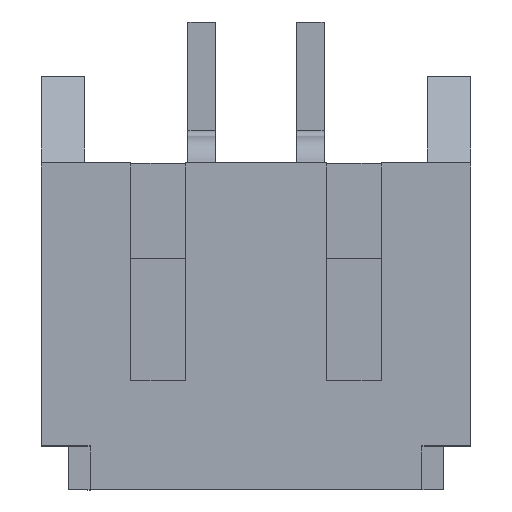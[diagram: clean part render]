
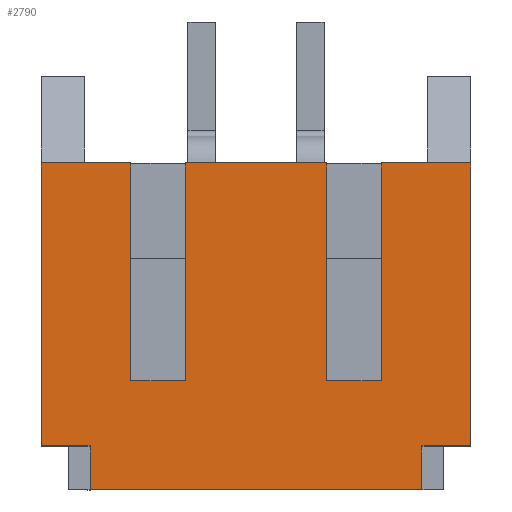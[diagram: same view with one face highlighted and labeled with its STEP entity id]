
A CAD part, top view. The second image highlights one B-rep face of the part: STEP entity #2790.
In plain terms, the highlighted planar face has unit normal (0, 0, 1).
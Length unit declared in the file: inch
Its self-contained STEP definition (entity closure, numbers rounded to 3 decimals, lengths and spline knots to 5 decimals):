
#7 = AXIS2_PLACEMENT_3D ( 'NONE', #552, #66, #666 ) ;
#11 = VERTEX_POINT ( 'NONE', #819 ) ;
#33 = CARTESIAN_POINT ( 'NONE',  ( 0.05118, 0.07874, 0.21654 ) ) ;
#58 = EDGE_CURVE ( 'NONE', #11, #966, #432, .T. ) ;
#66 = DIRECTION ( 'NONE',  ( 0., 0., -1. ) ) ;
#95 = FACE_OUTER_BOUND ( 'NONE', #1987, .T. ) ;
#100 = DIRECTION ( 'NONE',  ( 0., -1., 0. ) ) ;
#147 = CARTESIAN_POINT ( 'NONE',  ( -0.12008, 0.0315, 0.21654 ) ) ;
#148 = ORIENTED_EDGE ( 'NONE', *, *, #1304, .F. ) ;
#162 = VERTEX_POINT ( 'NONE', #477 ) ;
#184 = ORIENTED_EDGE ( 'NONE', *, *, #1386, .F. ) ;
#251 = ORIENTED_EDGE ( 'NONE', *, *, #1029, .T. ) ;
#303 = LINE ( 'NONE', #2457, #722 ) ;
#344 = CARTESIAN_POINT ( 'NONE',  ( 0.09055, 0.16732, 0.21654 ) ) ;
#352 = VERTEX_POINT ( 'NONE', #356 ) ;
#356 = CARTESIAN_POINT ( 'NONE',  ( 0.12008, 0.0315, 0.21654 ) ) ;
#397 = EDGE_CURVE ( 'NONE', #2135, #2764, #568, .T. ) ;
#432 = LINE ( 'NONE', #1167, #2883 ) ;
#472 = EDGE_CURVE ( 'NONE', #162, #992, #2968, .T. ) ;
#477 = CARTESIAN_POINT ( 'NONE',  ( 0.15551, 0.0315, 0.21654 ) ) ;
#479 = VECTOR ( 'NONE', #1191, 39.37008 ) ;
#552 = CARTESIAN_POINT ( 'NONE',  ( 0., 0., 0.21654 ) ) ;
#563 = CARTESIAN_POINT ( 'NONE',  ( -0.15551, 0.23622, 0.21654 ) ) ;
#568 = LINE ( 'NONE', #1069, #1483 ) ;
#655 = LINE ( 'NONE', #848, #1697 ) ;
#666 = DIRECTION ( 'NONE',  ( -1., 0., 0. ) ) ;
#721 = CARTESIAN_POINT ( 'NONE',  ( -0.15551, 0.07874, 0.21654 ) ) ;
#722 = VECTOR ( 'NONE', #1732, 39.37008 ) ;
#796 = EDGE_CURVE ( 'NONE', #2359, #352, #937, .T. ) ;
#819 = CARTESIAN_POINT ( 'NONE',  ( 0.05118, 0.23622, 0.21654 ) ) ;
#848 = CARTESIAN_POINT ( 'NONE',  ( 0.09055, 0.23622, 0.21654 ) ) ;
#852 = VERTEX_POINT ( 'NONE', #1147 ) ;
#857 = VECTOR ( 'NONE', #100, 39.37008 ) ;
#859 = EDGE_CURVE ( 'NONE', #11, #2595, #2123, .T. ) ;
#868 = CARTESIAN_POINT ( 'NONE',  ( -0.12008, 0.0315, 0.21654 ) ) ;
#915 = ORIENTED_EDGE ( 'NONE', *, *, #1507, .T. ) ;
#937 = LINE ( 'NONE', #2518, #1821 ) ;
#942 = DIRECTION ( 'NONE',  ( 0., 1., 0. ) ) ;
#961 = DIRECTION ( 'NONE',  ( -1., 0., 0. ) ) ;
#966 = VERTEX_POINT ( 'NONE', #3007 ) ;
#967 = CARTESIAN_POINT ( 'NONE',  ( -0.12008, 0., 0.21654 ) ) ;
#992 = VERTEX_POINT ( 'NONE', #2528 ) ;
#1011 = VERTEX_POINT ( 'NONE', #967 ) ;
#1016 = CARTESIAN_POINT ( 'NONE',  ( -0.15551, 0.07874, 0.21654 ) ) ;
#1029 = EDGE_CURVE ( 'NONE', #1345, #2595, #1434, .T. ) ;
#1069 = CARTESIAN_POINT ( 'NONE',  ( -0.09055, 0.23622, 0.21654 ) ) ;
#1102 = LINE ( 'NONE', #2062, #1922 ) ;
#1106 = DIRECTION ( 'NONE',  ( -1., 0., 0. ) ) ;
#1120 = PLANE ( 'NONE',  #7 ) ;
#1147 = CARTESIAN_POINT ( 'NONE',  ( -0.15551, 0.23622, 0.21654 ) ) ;
#1167 = CARTESIAN_POINT ( 'NONE',  ( -0.15551, 0.23622, 0.21654 ) ) ;
#1186 = CARTESIAN_POINT ( 'NONE',  ( -0.15551, 0.16732, 0.21654 ) ) ;
#1191 = DIRECTION ( 'NONE',  ( 0., 1., 0. ) ) ;
#1192 = CARTESIAN_POINT ( 'NONE',  ( 0.15551, 0.23622, 0.21654 ) ) ;
#1281 = VECTOR ( 'NONE', #961, 39.37008 ) ;
#1304 = EDGE_CURVE ( 'NONE', #2189, #966, #2040, .T. ) ;
#1305 = EDGE_CURVE ( 'NONE', #2189, #2764, #1892, .T. ) ;
#1328 = ORIENTED_EDGE ( 'NONE', *, *, #859, .F. ) ;
#1345 = VERTEX_POINT ( 'NONE', #2824 ) ;
#1379 = CARTESIAN_POINT ( 'NONE',  ( -0.05118, 0.16732, 0.21654 ) ) ;
#1386 = EDGE_CURVE ( 'NONE', #1011, #2841, #1102, .T. ) ;
#1412 = VECTOR ( 'NONE', #1721, 39.37008 ) ;
#1417 = CARTESIAN_POINT ( 'NONE',  ( 0.12008, 0., 0.21654 ) ) ;
#1434 = LINE ( 'NONE', #721, #2540 ) ;
#1441 = EDGE_CURVE ( 'NONE', #2366, #1345, #2171, .T. ) ;
#1482 = ORIENTED_EDGE ( 'NONE', *, *, #1963, .F. ) ;
#1483 = VECTOR ( 'NONE', #2286, 39.37008 ) ;
#1507 = EDGE_CURVE ( 'NONE', #352, #162, #1830, .T. ) ;
#1526 = VERTEX_POINT ( 'NONE', #2033 ) ;
#1684 = DIRECTION ( 'NONE',  ( 1., 0., 0. ) ) ;
#1689 = EDGE_CURVE ( 'NONE', #2135, #852, #2811, .T. ) ;
#1697 = VECTOR ( 'NONE', #2647, 39.37008 ) ;
#1712 = LINE ( 'NONE', #868, #1281 ) ;
#1721 = DIRECTION ( 'NONE',  ( 0., -1., 0. ) ) ;
#1725 = VECTOR ( 'NONE', #2476, 39.37008 ) ;
#1732 = DIRECTION ( 'NONE',  ( -1., 0., 0. ) ) ;
#1745 = CARTESIAN_POINT ( 'NONE',  ( 0.09055, 0.23622, 0.21654 ) ) ;
#1781 = ORIENTED_EDGE ( 'NONE', *, *, #397, .F. ) ;
#1795 = DIRECTION ( 'NONE',  ( -1., 0., 0. ) ) ;
#1802 = CARTESIAN_POINT ( 'NONE',  ( -0.09055, 0.23622, 0.21654 ) ) ;
#1805 = ORIENTED_EDGE ( 'NONE', *, *, #2045, .T. ) ;
#1821 = VECTOR ( 'NONE', #942, 39.37008 ) ;
#1830 = LINE ( 'NONE', #2550, #1939 ) ;
#1883 = ORIENTED_EDGE ( 'NONE', *, *, #1441, .T. ) ;
#1892 = LINE ( 'NONE', #1016, #2565 ) ;
#1922 = VECTOR ( 'NONE', #2939, 39.37008 ) ;
#1934 = ORIENTED_EDGE ( 'NONE', *, *, #796, .T. ) ;
#1935 = DIRECTION ( 'NONE',  ( -1., 0., 0. ) ) ;
#1939 = VECTOR ( 'NONE', #1684, 39.37008 ) ;
#1963 = EDGE_CURVE ( 'NONE', #2359, #1011, #303, .T. ) ;
#1987 = EDGE_LOOP ( 'NONE', ( #2857, #2392, #184, #1482, #1934, #915, #2560, #1805, #1883, #251, #1328, #2199, #148, #1995, #1781, #2260 ) ) ;
#1995 = ORIENTED_EDGE ( 'NONE', *, *, #1305, .T. ) ;
#2033 = CARTESIAN_POINT ( 'NONE',  ( -0.15551, 0.0315, 0.21654 ) ) ;
#2040 = LINE ( 'NONE', #1379, #1725 ) ;
#2045 = EDGE_CURVE ( 'NONE', #992, #2366, #655, .T. ) ;
#2062 = CARTESIAN_POINT ( 'NONE',  ( -0.12008, 0., 0.21654 ) ) ;
#2119 = CARTESIAN_POINT ( 'NONE',  ( 0.05118, 0.23622, 0.21654 ) ) ;
#2123 = LINE ( 'NONE', #2119, #2494 ) ;
#2132 = CARTESIAN_POINT ( 'NONE',  ( -0.05118, 0.07874, 0.21654 ) ) ;
#2135 = VERTEX_POINT ( 'NONE', #1802 ) ;
#2137 = DIRECTION ( 'NONE',  ( -1., 0., 0. ) ) ;
#2171 = LINE ( 'NONE', #344, #857 ) ;
#2183 = CARTESIAN_POINT ( 'NONE',  ( -0.09055, 0.07874, 0.21654 ) ) ;
#2189 = VERTEX_POINT ( 'NONE', #2132 ) ;
#2199 = ORIENTED_EDGE ( 'NONE', *, *, #58, .T. ) ;
#2244 = LINE ( 'NONE', #1186, #1412 ) ;
#2259 = DIRECTION ( 'NONE',  ( 0., -1., 0. ) ) ;
#2260 = ORIENTED_EDGE ( 'NONE', *, *, #1689, .T. ) ;
#2286 = DIRECTION ( 'NONE',  ( 0., -1., 0. ) ) ;
#2359 = VERTEX_POINT ( 'NONE', #1417 ) ;
#2366 = VERTEX_POINT ( 'NONE', #1745 ) ;
#2379 = EDGE_CURVE ( 'NONE', #2841, #1526, #1712, .T. ) ;
#2392 = ORIENTED_EDGE ( 'NONE', *, *, #2379, .F. ) ;
#2431 = VECTOR ( 'NONE', #1795, 39.37008 ) ;
#2457 = CARTESIAN_POINT ( 'NONE',  ( -0.15551, 0., 0.21654 ) ) ;
#2476 = DIRECTION ( 'NONE',  ( 0., 1., 0. ) ) ;
#2494 = VECTOR ( 'NONE', #2259, 39.37008 ) ;
#2518 = CARTESIAN_POINT ( 'NONE',  ( 0.12008, 0., 0.21654 ) ) ;
#2528 = CARTESIAN_POINT ( 'NONE',  ( 0.15551, 0.23622, 0.21654 ) ) ;
#2540 = VECTOR ( 'NONE', #2137, 39.37008 ) ;
#2550 = CARTESIAN_POINT ( 'NONE',  ( 0.12008, 0.0315, 0.21654 ) ) ;
#2560 = ORIENTED_EDGE ( 'NONE', *, *, #472, .T. ) ;
#2565 = VECTOR ( 'NONE', #1935, 39.37008 ) ;
#2595 = VERTEX_POINT ( 'NONE', #33 ) ;
#2647 = DIRECTION ( 'NONE',  ( -1., 0., 0. ) ) ;
#2764 = VERTEX_POINT ( 'NONE', #2183 ) ;
#2790 = ADVANCED_FACE ( 'NONE', ( #95 ), #1120, .F. ) ;
#2801 = EDGE_CURVE ( 'NONE', #852, #1526, #2244, .T. ) ;
#2811 = LINE ( 'NONE', #563, #2431 ) ;
#2824 = CARTESIAN_POINT ( 'NONE',  ( 0.09055, 0.07874, 0.21654 ) ) ;
#2841 = VERTEX_POINT ( 'NONE', #147 ) ;
#2857 = ORIENTED_EDGE ( 'NONE', *, *, #2801, .T. ) ;
#2883 = VECTOR ( 'NONE', #1106, 39.37008 ) ;
#2939 = DIRECTION ( 'NONE',  ( 0., 1., 0. ) ) ;
#2968 = LINE ( 'NONE', #1192, #479 ) ;
#3007 = CARTESIAN_POINT ( 'NONE',  ( -0.05118, 0.23622, 0.21654 ) ) ;
